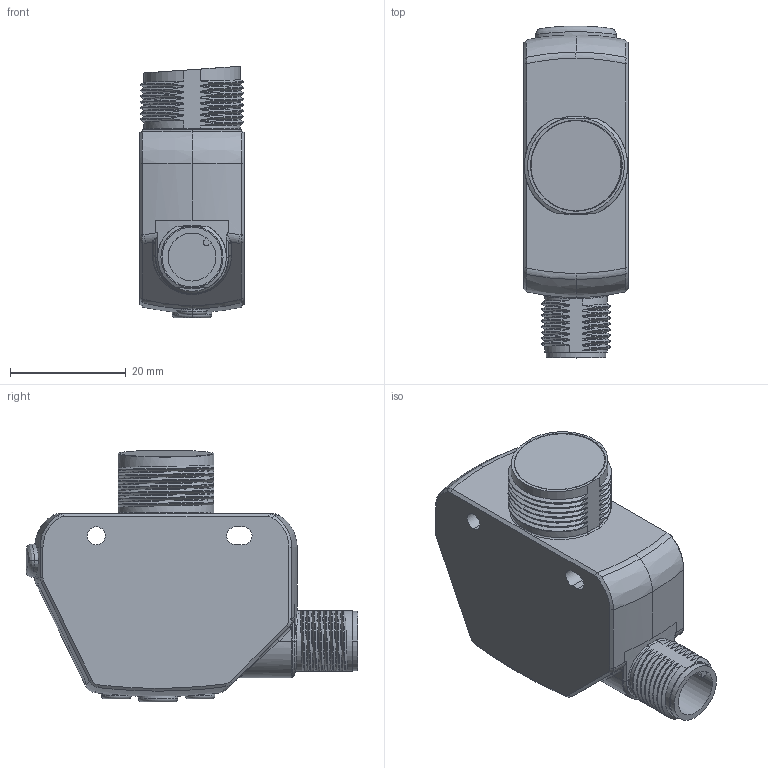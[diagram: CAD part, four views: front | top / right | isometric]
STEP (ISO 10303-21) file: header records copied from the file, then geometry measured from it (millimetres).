
FILE_DESCRIPTION((''),'2;1');
FILE_NAME('183305_ASM','2015-07-15T',('pdmadmin'),(''),'PRO/ENGINEER BY PARAMETRIC TECHNOLOGY CORPORATION, 2013230','PRO/ENGINEER BY PARAMETRIC TECHNOLOGY CORPORATION, 2013230','');
FILE_SCHEMA(('CONFIG_CONTROL_DESIGN'));
Length unit declared in the file: millimetre
Products named in the file (12): 183780_W_AF0; 177813_W; 177816_W; 180491_W_AF0; 184451_W_AF0_ASM; 177810_W; 177808_W; 184307_W_AF0_ASM; 177811_1; 177807_W; 183305_MASTER_ASM_1_AF0_ASM; 183305_ASM
Assembly tree (12 placements, depth 5):
  183305_ASM
    183305_MASTER_ASM_1_AF0_ASM
      184307_W_AF0_ASM
        184451_W_AF0_ASM
          183780_W_AF0
          177813_W  x2
          177816_W
          180491_W_AF0
        177810_W
        177808_W
      177811_1
      177807_W
Bounding box: 18 x 57.39 x 43.5 mm (x, y, z)
Volume: 22584 mm3; surface area: 12328.4 mm2
Topology: 9 solids, 9 shells, 494 faces, 1297 edges, 848 vertices
Faces by surface type: cylinder 175, bspline 154, plane 116, torus 28, cone 15, extrusion 3, sphere 3
Entity records: 26147 total; most frequent: CARTESIAN_POINT 14897, ORIENTED_EDGE 2564, DIRECTION 1875, EDGE_CURVE 1282, VERTEX_POINT 840, AXIS2_PLACEMENT_3D 690, EDGE_LOOP 522, VECTOR 495
